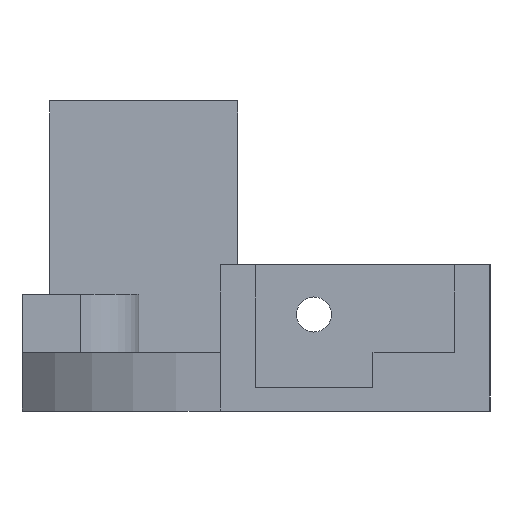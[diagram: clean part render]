
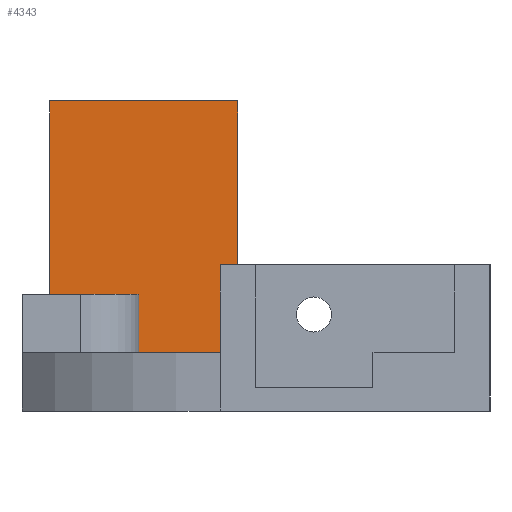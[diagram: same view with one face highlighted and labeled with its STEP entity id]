
A CAD part, left-side view. The second image highlights one B-rep face of the part: STEP entity #4343.
In plain terms, the highlighted planar face has unit normal (-1, 0, 0).
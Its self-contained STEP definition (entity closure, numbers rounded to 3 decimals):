
#126 = PLANE('',#127);
#127 = AXIS2_PLACEMENT_3D('',#128,#129,#130);
#128 = CARTESIAN_POINT('',(75.9,0.,10.));
#129 = DIRECTION('',(0.,0.,1.));
#130 = DIRECTION('',(1.,0.,0.));
#182 = PLANE('',#183);
#183 = AXIS2_PLACEMENT_3D('',#184,#185,#186);
#184 = CARTESIAN_POINT('',(-36.,75.29,53.));
#185 = DIRECTION('',(0.,0.,1.));
#186 = DIRECTION('',(1.,0.,0.));
#1302 = VERTEX_POINT('',#1303);
#1303 = CARTESIAN_POINT('',(-36.,75.29,53.));
#1317 = PLANE('',#1318);
#1318 = AXIS2_PLACEMENT_3D('',#1319,#1320,#1321);
#1319 = CARTESIAN_POINT('',(-36.,75.29,10.));
#1320 = DIRECTION('',(0.,1.,0.));
#1321 = DIRECTION('',(1.,0.,0.));
#1329 = EDGE_CURVE('',#1330,#1302,#1332,.T.);
#1330 = VERTEX_POINT('',#1331);
#1331 = CARTESIAN_POINT('',(-36.,43.152,53.));
#1332 = SURFACE_CURVE('',#1333,(#1337,#1344),.PCURVE_S1.);
#1333 = LINE('',#1334,#1335);
#1334 = CARTESIAN_POINT('',(-36.,43.152,53.));
#1335 = VECTOR('',#1336,1.);
#1336 = DIRECTION('',(0.,1.,0.));
#1337 = PCURVE('',#182,#1338);
#1338 = DEFINITIONAL_REPRESENTATION('',(#1339),#1343);
#1339 = LINE('',#1340,#1341);
#1340 = CARTESIAN_POINT('',(0.,-32.138));
#1341 = VECTOR('',#1342,1.);
#1342 = DIRECTION('',(0.,1.));
#1343 = ( GEOMETRIC_REPRESENTATION_CONTEXT(2) 
PARAMETRIC_REPRESENTATION_CONTEXT() REPRESENTATION_CONTEXT('2D SPACE',''
  ) );
#1344 = PCURVE('',#1345,#1350);
#1345 = PLANE('',#1346);
#1346 = AXIS2_PLACEMENT_3D('',#1347,#1348,#1349);
#1347 = CARTESIAN_POINT('',(-36.,43.152,10.));
#1348 = DIRECTION('',(-1.,0.,0.));
#1349 = DIRECTION('',(0.,1.,0.));
#1350 = DEFINITIONAL_REPRESENTATION('',(#1351),#1355);
#1351 = LINE('',#1352,#1353);
#1352 = CARTESIAN_POINT('',(0.,-43.));
#1353 = VECTOR('',#1354,1.);
#1354 = DIRECTION('',(1.,0.));
#1355 = ( GEOMETRIC_REPRESENTATION_CONTEXT(2) 
PARAMETRIC_REPRESENTATION_CONTEXT() REPRESENTATION_CONTEXT('2D SPACE',''
  ) );
#1373 = PLANE('',#1374);
#1374 = AXIS2_PLACEMENT_3D('',#1375,#1376,#1377);
#1375 = CARTESIAN_POINT('',(-24.,43.152,10.));
#1376 = DIRECTION('',(0.,-1.,0.));
#1377 = DIRECTION('',(-1.,0.,0.));
#2064 = VERTEX_POINT('',#2065);
#2065 = CARTESIAN_POINT('',(-36.,43.152,10.));
#2086 = EDGE_CURVE('',#2064,#2087,#2089,.T.);
#2087 = VERTEX_POINT('',#2088);
#2088 = CARTESIAN_POINT('',(-36.,75.29,10.));
#2089 = SURFACE_CURVE('',#2090,(#2094,#2101),.PCURVE_S1.);
#2090 = LINE('',#2091,#2092);
#2091 = CARTESIAN_POINT('',(-36.,43.152,10.));
#2092 = VECTOR('',#2093,1.);
#2093 = DIRECTION('',(0.,1.,0.));
#2094 = PCURVE('',#126,#2095);
#2095 = DEFINITIONAL_REPRESENTATION('',(#2096),#2100);
#2096 = LINE('',#2097,#2098);
#2097 = CARTESIAN_POINT('',(-111.9,43.152));
#2098 = VECTOR('',#2099,1.);
#2099 = DIRECTION('',(0.,1.));
#2100 = ( GEOMETRIC_REPRESENTATION_CONTEXT(2) 
PARAMETRIC_REPRESENTATION_CONTEXT() REPRESENTATION_CONTEXT('2D SPACE',''
  ) );
#2101 = PCURVE('',#1345,#2102);
#2102 = DEFINITIONAL_REPRESENTATION('',(#2103),#2107);
#2103 = LINE('',#2104,#2105);
#2104 = CARTESIAN_POINT('',(0.,0.));
#2105 = VECTOR('',#2106,1.);
#2106 = DIRECTION('',(1.,0.));
#2107 = ( GEOMETRIC_REPRESENTATION_CONTEXT(2) 
PARAMETRIC_REPRESENTATION_CONTEXT() REPRESENTATION_CONTEXT('2D SPACE',''
  ) );
#4268 = EDGE_CURVE('',#2087,#1302,#4269,.T.);
#4269 = SURFACE_CURVE('',#4270,(#4274,#4281),.PCURVE_S1.);
#4270 = LINE('',#4271,#4272);
#4271 = CARTESIAN_POINT('',(-36.,75.29,10.));
#4272 = VECTOR('',#4273,1.);
#4273 = DIRECTION('',(0.,0.,1.));
#4274 = PCURVE('',#1317,#4275);
#4275 = DEFINITIONAL_REPRESENTATION('',(#4276),#4280);
#4276 = LINE('',#4277,#4278);
#4277 = CARTESIAN_POINT('',(0.,0.));
#4278 = VECTOR('',#4279,1.);
#4279 = DIRECTION('',(0.,-1.));
#4280 = ( GEOMETRIC_REPRESENTATION_CONTEXT(2) 
PARAMETRIC_REPRESENTATION_CONTEXT() REPRESENTATION_CONTEXT('2D SPACE',''
  ) );
#4281 = PCURVE('',#1345,#4282);
#4282 = DEFINITIONAL_REPRESENTATION('',(#4283),#4287);
#4283 = LINE('',#4284,#4285);
#4284 = CARTESIAN_POINT('',(32.138,0.));
#4285 = VECTOR('',#4286,1.);
#4286 = DIRECTION('',(0.,-1.));
#4287 = ( GEOMETRIC_REPRESENTATION_CONTEXT(2) 
PARAMETRIC_REPRESENTATION_CONTEXT() REPRESENTATION_CONTEXT('2D SPACE',''
  ) );
#4343 = ADVANCED_FACE('',(#4344),#1345,.T.);
#4344 = FACE_BOUND('',#4345,.T.);
#4345 = EDGE_LOOP('',(#4346,#4367,#4368,#4369));
#4346 = ORIENTED_EDGE('',*,*,#4347,.T.);
#4347 = EDGE_CURVE('',#2064,#1330,#4348,.T.);
#4348 = SURFACE_CURVE('',#4349,(#4353,#4360),.PCURVE_S1.);
#4349 = LINE('',#4350,#4351);
#4350 = CARTESIAN_POINT('',(-36.,43.152,10.));
#4351 = VECTOR('',#4352,1.);
#4352 = DIRECTION('',(0.,0.,1.));
#4353 = PCURVE('',#1345,#4354);
#4354 = DEFINITIONAL_REPRESENTATION('',(#4355),#4359);
#4355 = LINE('',#4356,#4357);
#4356 = CARTESIAN_POINT('',(0.,0.));
#4357 = VECTOR('',#4358,1.);
#4358 = DIRECTION('',(0.,-1.));
#4359 = ( GEOMETRIC_REPRESENTATION_CONTEXT(2) 
PARAMETRIC_REPRESENTATION_CONTEXT() REPRESENTATION_CONTEXT('2D SPACE',''
  ) );
#4360 = PCURVE('',#1373,#4361);
#4361 = DEFINITIONAL_REPRESENTATION('',(#4362),#4366);
#4362 = LINE('',#4363,#4364);
#4363 = CARTESIAN_POINT('',(12.,0.));
#4364 = VECTOR('',#4365,1.);
#4365 = DIRECTION('',(0.,-1.));
#4366 = ( GEOMETRIC_REPRESENTATION_CONTEXT(2) 
PARAMETRIC_REPRESENTATION_CONTEXT() REPRESENTATION_CONTEXT('2D SPACE',''
  ) );
#4367 = ORIENTED_EDGE('',*,*,#1329,.T.);
#4368 = ORIENTED_EDGE('',*,*,#4268,.F.);
#4369 = ORIENTED_EDGE('',*,*,#2086,.F.);
